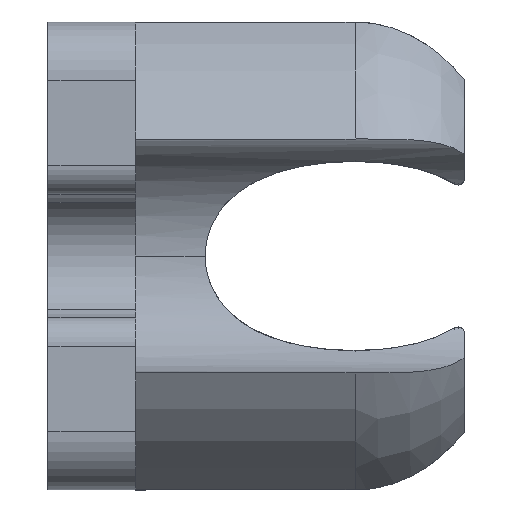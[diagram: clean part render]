
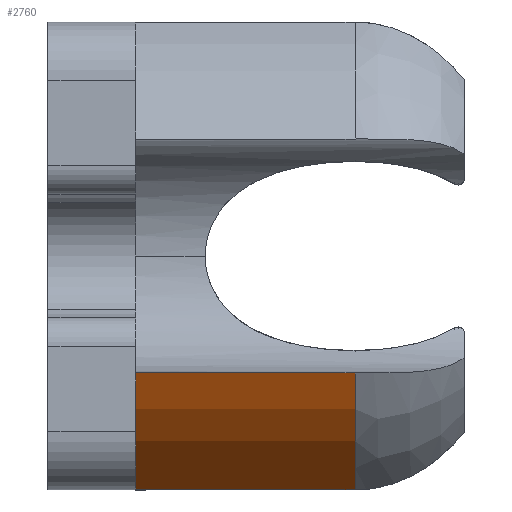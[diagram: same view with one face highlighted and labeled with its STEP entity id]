
A CAD part, left-side view. The second image highlights one B-rep face of the part: STEP entity #2760.
In plain terms, the highlighted cylindrical face has radius 8.944 mm (diameter 17.889 mm), a partial arc.
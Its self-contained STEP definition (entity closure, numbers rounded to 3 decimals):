
#90 = CYLINDRICAL_SURFACE ( 'NONE', #1254, 8.944 ) ;
#260 = CARTESIAN_POINT ( 'NONE',  ( 0., -7.5, 0. ) ) ;
#594 = CARTESIAN_POINT ( 'NONE',  ( 0., 0., 0. ) ) ;
#628 = LINE ( 'NONE', #4551, #4805 ) ;
#680 = DIRECTION ( 'NONE',  ( 0., 0., -1. ) ) ;
#818 = CARTESIAN_POINT ( 'NONE',  ( -8., -7.5, -4. ) ) ;
#1004 = DIRECTION ( 'NONE',  ( 0., 0., -1. ) ) ;
#1089 = DIRECTION ( 'NONE',  ( 0., -1., 0. ) ) ;
#1170 = VERTEX_POINT ( 'NONE', #3724 ) ;
#1200 = CARTESIAN_POINT ( 'NONE',  ( -4., 0., -8. ) ) ;
#1245 = DIRECTION ( 'NONE',  ( 0., 1., 0. ) ) ;
#1254 = AXIS2_PLACEMENT_3D ( 'NONE', #3669, #1245, #1635 ) ;
#1334 = CARTESIAN_POINT ( 'NONE',  ( -4., -7.5, -8. ) ) ;
#1436 = CIRCLE ( 'NONE', #4178, 8.944 ) ;
#1635 = DIRECTION ( 'NONE',  ( 0., 0., 1. ) ) ;
#1671 = EDGE_CURVE ( 'NONE', #1170, #3762, #1436, .T. ) ;
#2113 = EDGE_CURVE ( 'NONE', #3762, #4390, #628, .T. ) ;
#2244 = ORIENTED_EDGE ( 'NONE', *, *, #1671, .T. ) ;
#2491 = LINE ( 'NONE', #5239, #4532 ) ;
#2558 = EDGE_CURVE ( 'NONE', #3779, #4390, #3134, .T. ) ;
#2725 = EDGE_CURVE ( 'NONE', #3779, #1170, #2491, .T. ) ;
#2760 = ADVANCED_FACE ( 'NONE', ( #3453 ), #90, .T. ) ;
#3067 = EDGE_LOOP ( 'NONE', ( #2244, #4165, #3418, #3469 ) ) ;
#3098 = DIRECTION ( 'NONE',  ( 0., -1., 0. ) ) ;
#3134 = CIRCLE ( 'NONE', #4421, 8.944 ) ;
#3417 = DIRECTION ( 'NONE',  ( 0., -1., 0. ) ) ;
#3418 = ORIENTED_EDGE ( 'NONE', *, *, #2558, .F. ) ;
#3453 = FACE_OUTER_BOUND ( 'NONE', #3067, .T. ) ;
#3469 = ORIENTED_EDGE ( 'NONE', *, *, #2725, .T. ) ;
#3669 = CARTESIAN_POINT ( 'NONE',  ( 0., -7.5, 0. ) ) ;
#3724 = CARTESIAN_POINT ( 'NONE',  ( -8., 0., -4. ) ) ;
#3762 = VERTEX_POINT ( 'NONE', #1200 ) ;
#3779 = VERTEX_POINT ( 'NONE', #818 ) ;
#4165 = ORIENTED_EDGE ( 'NONE', *, *, #2113, .T. ) ;
#4178 = AXIS2_PLACEMENT_3D ( 'NONE', #594, #3417, #1004 ) ;
#4390 = VERTEX_POINT ( 'NONE', #1334 ) ;
#4421 = AXIS2_PLACEMENT_3D ( 'NONE', #260, #3098, #680 ) ;
#4532 = VECTOR ( 'NONE', #5254, 1000. ) ;
#4551 = CARTESIAN_POINT ( 'NONE',  ( -4., -3.75, -8. ) ) ;
#4805 = VECTOR ( 'NONE', #1089, 1000. ) ;
#5239 = CARTESIAN_POINT ( 'NONE',  ( -8., -5.615, -4. ) ) ;
#5254 = DIRECTION ( 'NONE',  ( 0., 1., 0. ) ) ;
